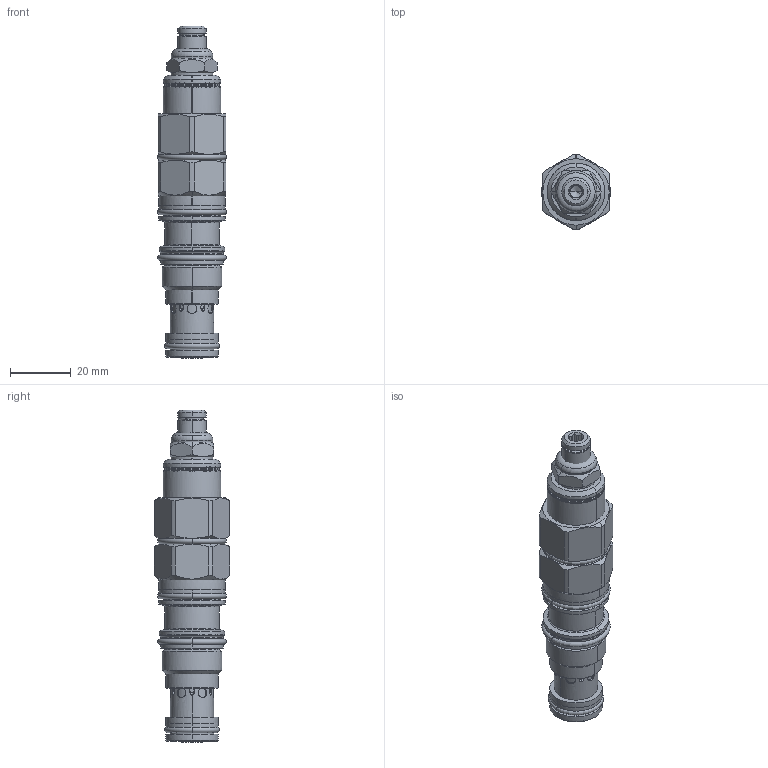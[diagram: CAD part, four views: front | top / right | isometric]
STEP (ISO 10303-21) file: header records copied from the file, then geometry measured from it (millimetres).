
FILE_DESCRIPTION((''),'2;1');
FILE_NAME('CACGLGN_SW_PRT','2019-09-25T',('charlief'),(''),'PRO/ENGINEER BY PARAMETRIC TECHNOLOGY CORPORATION, 2016010','PRO/ENGINEER BY PARAMETRIC TECHNOLOGY CORPORATION, 2016010','');
FILE_SCHEMA(('CONFIG_CONTROL_DESIGN'));
Products named in the file (1): CACGLGN_SW_PRT
Bounding box: 22.61 x 24.84 x 109.32 mm (x, y, z)
Surface area: 14385.2 mm2 (no closed solid volume)
Topology: 0 solids, 0 shells, 345 faces, 1608 edges, 1582 vertices
Faces by surface type: bspline 293, torus 51, sphere 1
Entity records: 72664 total; most frequent: CARTESIAN_POINT 58847, DIRECTION 2197, TRIMMED_CURVE 1715, DEFINITIONAL_REPRESENTATION 1558, PCURVE 1558, COMPOSITE_CURVE_SEGMENT 1558, VECTOR 1337, LINE 1337
